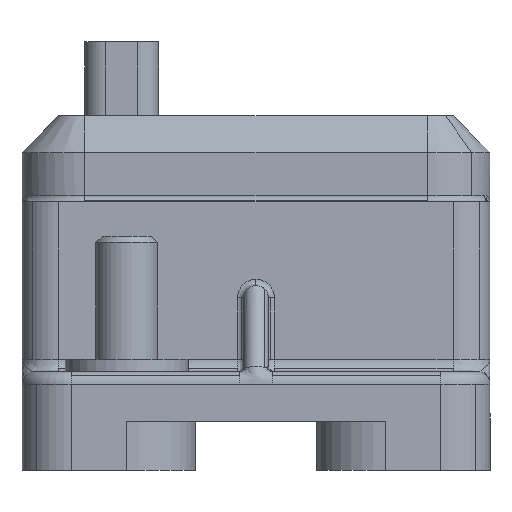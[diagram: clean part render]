
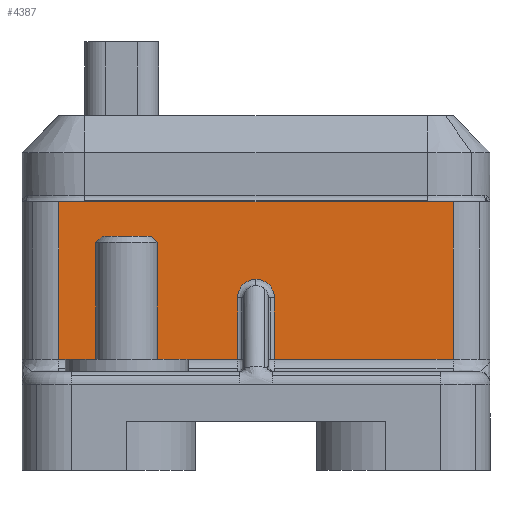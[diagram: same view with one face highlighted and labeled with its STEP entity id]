
A CAD part, front view. The second image highlights one B-rep face of the part: STEP entity #4387.
In plain terms, the highlighted planar face has unit normal (0, -1, 0).
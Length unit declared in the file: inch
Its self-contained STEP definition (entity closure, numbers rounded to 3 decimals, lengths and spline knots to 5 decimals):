
#440=CARTESIAN_POINT('',(-0.8,-0.775,0.25));
#441=VERTEX_POINT('',#440);
#449=CARTESIAN_POINT('',(-0.8,-0.775,0.89));
#450=VERTEX_POINT('',#449);
#451=CARTESIAN_POINT('',(-0.8,-0.775,0.25));
#452=DIRECTION('',(0.0,0.0,1.0));
#453=VECTOR('',#452,0.64);
#454=LINE('',#451,#453);
#455=EDGE_CURVE('',#441,#450,#454,.T.);
#1917=CARTESIAN_POINT('',(0.8,-0.775,0.25));
#1918=VERTEX_POINT('',#1917);
#1926=CARTESIAN_POINT('',(0.075,-0.775,0.25));
#1927=VERTEX_POINT('',#1926);
#1928=CARTESIAN_POINT('',(0.8,-0.775,0.25));
#1929=DIRECTION('',(-1.0,0.0,0.0));
#1930=VECTOR('',#1929,0.725);
#1931=LINE('',#1928,#1930);
#1932=EDGE_CURVE('',#1918,#1927,#1931,.T.);
#1959=CARTESIAN_POINT('',(-0.075,-0.775,0.25));
#1960=VERTEX_POINT('',#1959);
#1968=CARTESIAN_POINT('',(-0.075,-0.775,0.25));
#1969=DIRECTION('',(-1.0,0.0,0.0));
#1970=VECTOR('',#1969,0.725);
#1971=LINE('',#1968,#1970);
#1972=EDGE_CURVE('',#1960,#441,#1971,.T.);
#2081=CARTESIAN_POINT('',(0.,-0.775,0.575));
#2082=VERTEX_POINT('',#2081);
#2092=CARTESIAN_POINT('',(-0.075,-0.775,0.5));
#2093=VERTEX_POINT('',#2092);
#2094=CARTESIAN_POINT('',(0.,-0.775,0.5));
#2095=DIRECTION('',(0.0,-1.0,0.0));
#2096=DIRECTION('',(0.0,0.0,1.0));
#2097=AXIS2_PLACEMENT_3D('',#2094,#2095,#2096);
#2098=CIRCLE('',#2097,0.075);
#2099=EDGE_CURVE('',#2082,#2093,#2098,.T.);
#3176=CARTESIAN_POINT('',(0.8,-0.775,0.89));
#3177=VERTEX_POINT('',#3176);
#3178=CARTESIAN_POINT('',(0.8,-0.775,0.89));
#3179=DIRECTION('',(-1.0,0.0,0.0));
#3180=VECTOR('',#3179,1.6);
#3181=LINE('',#3178,#3180);
#3182=EDGE_CURVE('',#3177,#450,#3181,.T.);
#4157=CARTESIAN_POINT('',(0.075,-0.775,0.5));
#4158=VERTEX_POINT('',#4157);
#4159=CARTESIAN_POINT('',(0.075,-0.775,0.25));
#4160=DIRECTION('',(0.0,0.0,1.0));
#4161=VECTOR('',#4160,0.25);
#4162=LINE('',#4159,#4161);
#4163=EDGE_CURVE('',#1927,#4158,#4162,.T.);
#4182=CARTESIAN_POINT('',(-0.075,-0.775,0.5));
#4183=DIRECTION('',(0.0,0.0,-1.0));
#4184=VECTOR('',#4183,0.25);
#4185=LINE('',#4182,#4184);
#4186=EDGE_CURVE('',#2093,#1960,#4185,.T.);
#4256=CARTESIAN_POINT('',(0.,-0.775,0.5));
#4257=DIRECTION('',(0.0,-1.0,0.0));
#4258=DIRECTION('',(0.0,0.0,1.0));
#4259=AXIS2_PLACEMENT_3D('',#4256,#4257,#4258);
#4260=CIRCLE('',#4259,0.075);
#4261=EDGE_CURVE('',#4158,#2082,#4260,.T.);
#4366=CARTESIAN_POINT('',(0.95,-0.775,0.2));
#4367=DIRECTION('',(0.0,-1.0,0.0));
#4368=DIRECTION('',(0.0,0.0,-1.0));
#4369=AXIS2_PLACEMENT_3D('',#4366,#4367,#4368);
#4370=PLANE('',#4369);
#4371=ORIENTED_EDGE('',*,*,#4186,.F.);
#4372=ORIENTED_EDGE('',*,*,#2099,.F.);
#4373=ORIENTED_EDGE('',*,*,#4261,.F.);
#4374=ORIENTED_EDGE('',*,*,#4163,.F.);
#4375=ORIENTED_EDGE('',*,*,#1932,.F.);
#4376=CARTESIAN_POINT('',(0.8,-0.775,0.89));
#4377=DIRECTION('',(0.0,0.0,-1.0));
#4378=VECTOR('',#4377,0.64);
#4379=LINE('',#4376,#4378);
#4380=EDGE_CURVE('',#3177,#1918,#4379,.T.);
#4381=ORIENTED_EDGE('',*,*,#4380,.F.);
#4382=ORIENTED_EDGE('',*,*,#3182,.T.);
#4383=ORIENTED_EDGE('',*,*,#455,.F.);
#4384=ORIENTED_EDGE('',*,*,#1972,.F.);
#4385=EDGE_LOOP('',(#4371,#4372,#4373,#4374,#4375,#4381,#4382,#4383,#4384));
#4386=FACE_OUTER_BOUND('',#4385,.T.);
#4387=ADVANCED_FACE('',(#4386),#4370,.T.);
